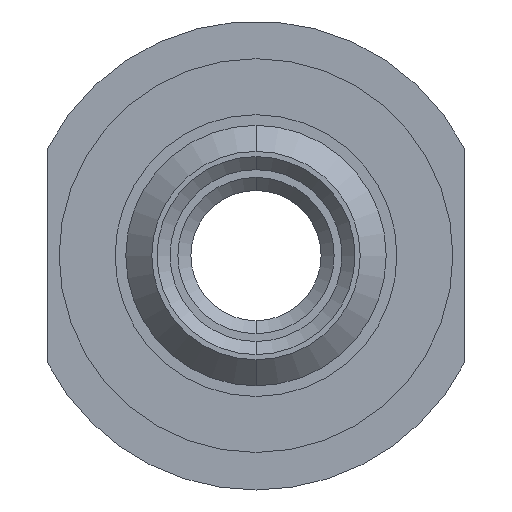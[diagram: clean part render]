
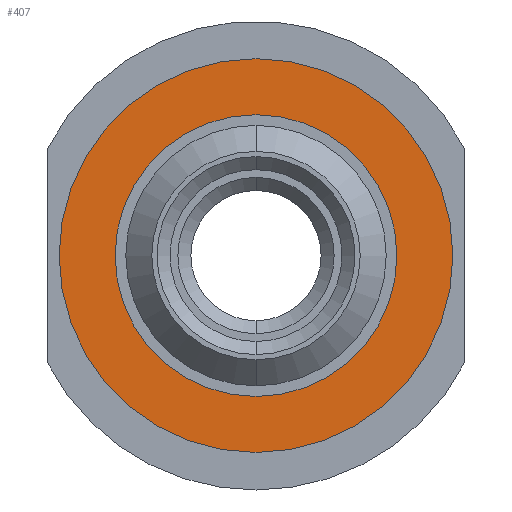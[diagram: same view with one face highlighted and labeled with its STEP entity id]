
A CAD part, front view. The second image highlights one B-rep face of the part: STEP entity #407.
In plain terms, the highlighted planar face has unit normal (0, -1, 0).
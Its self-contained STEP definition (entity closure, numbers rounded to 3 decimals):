
#3 = DIRECTION ( 'NONE',  ( 0., -1., 0. ) ) ;
#10 = CARTESIAN_POINT ( 'NONE',  ( 0., 26.25, 0. ) ) ;
#26 = VERTEX_POINT ( 'NONE', #91 ) ;
#58 = VERTEX_POINT ( 'NONE', #239 ) ;
#70 = DIRECTION ( 'NONE',  ( 0., 0., -1. ) ) ;
#75 = EDGE_CURVE ( 'NONE', #58, #26, #311, .T. ) ;
#76 = EDGE_LOOP ( 'NONE', ( #299, #215 ) ) ;
#91 = CARTESIAN_POINT ( 'NONE',  ( 0., 26.25, -5.41 ) ) ;
#110 = CARTESIAN_POINT ( 'NONE',  ( 0., 26.25, 0. ) ) ;
#126 = EDGE_CURVE ( 'NONE', #917, #134, #852, .T. ) ;
#134 = VERTEX_POINT ( 'NONE', #760 ) ;
#215 = ORIENTED_EDGE ( 'NONE', *, *, #75, .F. ) ;
#229 = ORIENTED_EDGE ( 'NONE', *, *, #649, .T. ) ;
#239 = CARTESIAN_POINT ( 'NONE',  ( 0., 26.25, 5.41 ) ) ;
#256 = DIRECTION ( 'NONE',  ( 0., -1., 0. ) ) ;
#260 = DIRECTION ( 'NONE',  ( 0., 0., -1. ) ) ;
#269 = CARTESIAN_POINT ( 'NONE',  ( 0., 26.25, -7.56 ) ) ;
#294 = DIRECTION ( 'NONE',  ( 0., 1., 0. ) ) ;
#299 = ORIENTED_EDGE ( 'NONE', *, *, #676, .F. ) ;
#309 = CARTESIAN_POINT ( 'NONE',  ( 0., 26.25, 0. ) ) ;
#311 = CIRCLE ( 'NONE', #395, 5.41 ) ;
#341 = DIRECTION ( 'NONE',  ( 0., -1., 0. ) ) ;
#395 = AXIS2_PLACEMENT_3D ( 'NONE', #909, #3, #70 ) ;
#407 = ADVANCED_FACE ( 'NONE', ( #546, #794 ), #1041, .F. ) ;
#432 = CIRCLE ( 'NONE', #893, 5.41 ) ;
#463 = EDGE_LOOP ( 'NONE', ( #1074, #229 ) ) ;
#546 = FACE_BOUND ( 'NONE', #76, .T. ) ;
#553 = AXIS2_PLACEMENT_3D ( 'NONE', #309, #294, #885 ) ;
#585 = DIRECTION ( 'NONE',  ( 0., 0., -1. ) ) ;
#591 = DIRECTION ( 'NONE',  ( 0., 0., -1. ) ) ;
#649 = EDGE_CURVE ( 'NONE', #134, #917, #768, .T. ) ;
#666 = CARTESIAN_POINT ( 'NONE',  ( 0., 26.25, 0. ) ) ;
#676 = EDGE_CURVE ( 'NONE', #26, #58, #432, .T. ) ;
#760 = CARTESIAN_POINT ( 'NONE',  ( 0., 26.25, 7.56 ) ) ;
#768 = CIRCLE ( 'NONE', #872, 7.56 ) ;
#794 = FACE_OUTER_BOUND ( 'NONE', #463, .T. ) ;
#834 = AXIS2_PLACEMENT_3D ( 'NONE', #666, #256, #585 ) ;
#852 = CIRCLE ( 'NONE', #834, 7.56 ) ;
#857 = DIRECTION ( 'NONE',  ( 0., -1., 0. ) ) ;
#872 = AXIS2_PLACEMENT_3D ( 'NONE', #110, #857, #260 ) ;
#885 = DIRECTION ( 'NONE',  ( 0., 0., 1. ) ) ;
#893 = AXIS2_PLACEMENT_3D ( 'NONE', #10, #341, #591 ) ;
#909 = CARTESIAN_POINT ( 'NONE',  ( 0., 26.25, 0. ) ) ;
#917 = VERTEX_POINT ( 'NONE', #269 ) ;
#1041 = PLANE ( 'NONE',  #553 ) ;
#1074 = ORIENTED_EDGE ( 'NONE', *, *, #126, .T. ) ;
